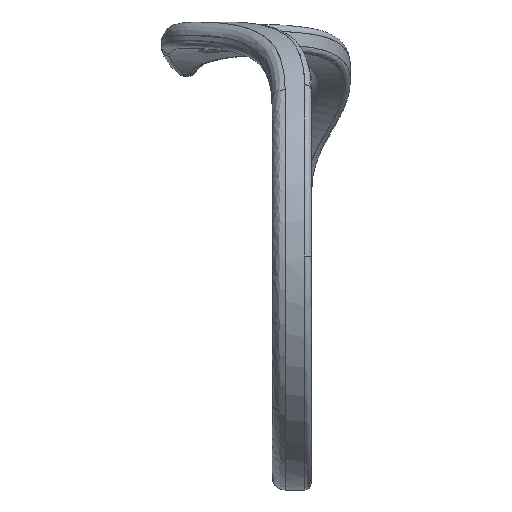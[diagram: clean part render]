
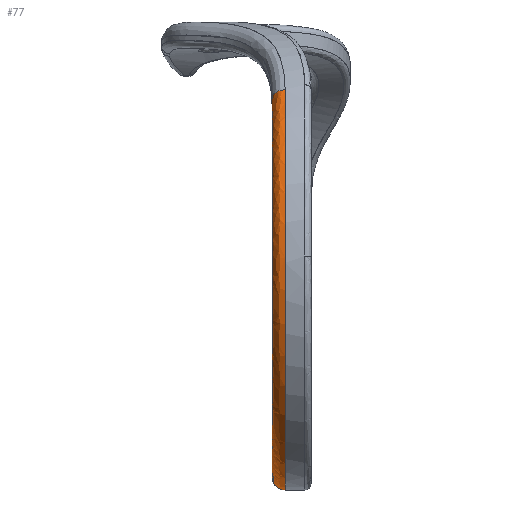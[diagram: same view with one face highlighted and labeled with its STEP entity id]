
A CAD part, left-side view. The second image highlights one B-rep face of the part: STEP entity #77.
In plain terms, the highlighted free-form (B-spline) face has degree [3, 3] with [4, 4] control points.
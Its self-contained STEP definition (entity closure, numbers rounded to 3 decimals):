
#77 = ADVANCED_FACE('',(#78),#135,.T.);
#78 = FACE_BOUND('',#79,.T.);
#79 = EDGE_LOOP('',(#80,#90,#98,#106,#117,#128));
#80 = ORIENTED_EDGE('',*,*,#81,.T.);
#81 = EDGE_CURVE('',#82,#84,#86,.T.);
#82 = VERTEX_POINT('',#83);
#83 = CARTESIAN_POINT('',(-6.749,0.845,6.802)
  );
#84 = VERTEX_POINT('',#85);
#85 = CARTESIAN_POINT('',(0.,0.845,
    -9.582));
#86 = ( BOUNDED_CURVE() B_SPLINE_CURVE(2,(#87,#88,#89),.UNSPECIFIED.,.F.
,.F.) B_SPLINE_CURVE_WITH_KNOTS((3,3),(0.,2.36
),.PIECEWISE_BEZIER_KNOTS.) CURVE() GEOMETRIC_REPRESENTATION_ITEM() 
RATIONAL_B_SPLINE_CURVE((1.,0.381,1.)) REPRESENTATION_ITEM('') 
  );
#87 = CARTESIAN_POINT('',(-6.749,0.845,6.802)
  );
#88 = CARTESIAN_POINT('',(-23.259,0.845,-9.582
    ));
#89 = CARTESIAN_POINT('',(0.,0.845,
    -9.582));
#90 = ORIENTED_EDGE('',*,*,#91,.T.);
#91 = EDGE_CURVE('',#84,#92,#94,.T.);
#92 = VERTEX_POINT('',#93);
#93 = CARTESIAN_POINT('',(0.,0.282,
    -10.146));
#94 = ( BOUNDED_CURVE() B_SPLINE_CURVE(2,(#95,#96,#97),.UNSPECIFIED.,.F.
,.F.) B_SPLINE_CURVE_WITH_KNOTS((3,3),(0.,1.571
),.PIECEWISE_BEZIER_KNOTS.) CURVE() GEOMETRIC_REPRESENTATION_ITEM() 
RATIONAL_B_SPLINE_CURVE((1.,0.707,1.)) REPRESENTATION_ITEM('') 
  );
#95 = CARTESIAN_POINT('',(0.,0.845,-9.582));
#96 = CARTESIAN_POINT('',(0.,0.845,
    -10.146));
#97 = CARTESIAN_POINT('',(0.,0.282,
    -10.146));
#98 = ORIENTED_EDGE('',*,*,#99,.T.);
#99 = EDGE_CURVE('',#92,#100,#102,.T.);
#100 = VERTEX_POINT('',#101);
#101 = CARTESIAN_POINT('',(-7.141,0.282,7.207)
  );
#102 = ( BOUNDED_CURVE() B_SPLINE_CURVE(2,(#103,#104,#105),
.UNSPECIFIED.,.F.,.F.) B_SPLINE_CURVE_WITH_KNOTS((3,3),(0.,
2.361),.PIECEWISE_BEZIER_KNOTS.) CURVE() 
GEOMETRIC_REPRESENTATION_ITEM() RATIONAL_B_SPLINE_CURVE((1.,
0.381,1.)) REPRESENTATION_ITEM('') );
#103 = CARTESIAN_POINT('',(0.,0.282,
    -10.146));
#104 = CARTESIAN_POINT('',(-24.654,0.282,
    -10.146));
#105 = CARTESIAN_POINT('',(-7.141,0.282,7.207)
  );
#106 = ORIENTED_EDGE('',*,*,#107,.T.);
#107 = EDGE_CURVE('',#100,#108,#110,.T.);
#108 = VERTEX_POINT('',#109);
#109 = CARTESIAN_POINT('',(-7.028,0.678,7.09)
  );
#110 = B_SPLINE_CURVE_WITH_KNOTS('',5,(#111,#112,#113,#114,#115,#116),
  .UNSPECIFIED.,.F.,.F.,(6,6),(0.,0.5),.PIECEWISE_BEZIER_KNOTS.);
#111 = CARTESIAN_POINT('',(-7.141,0.282,7.207
    ));
#112 = CARTESIAN_POINT('',(-7.141,0.361,7.207)
  );
#113 = CARTESIAN_POINT('',(-7.132,0.446,7.196
    ));
#114 = CARTESIAN_POINT('',(-7.11,0.533,7.173
    ));
#115 = CARTESIAN_POINT('',(-7.074,0.612,7.136
    ));
#116 = CARTESIAN_POINT('',(-7.028,0.678,7.09)
  );
#117 = ORIENTED_EDGE('',*,*,#118,.T.);
#118 = EDGE_CURVE('',#108,#119,#121,.T.);
#119 = VERTEX_POINT('',#120);
#120 = CARTESIAN_POINT('',(-6.752,0.845,6.809)
  );
#121 = B_SPLINE_CURVE_WITH_KNOTS('',5,(#122,#123,#124,#125,#126,#127),
  .UNSPECIFIED.,.F.,.F.,(6,6),(0.5,1.),.PIECEWISE_BEZIER_KNOTS.);
#122 = CARTESIAN_POINT('',(-7.028,0.678,7.09)
  );
#123 = CARTESIAN_POINT('',(-6.989,0.735,7.049
    ));
#124 = CARTESIAN_POINT('',(-6.94,0.786,6.999)
  );
#125 = CARTESIAN_POINT('',(-6.88,0.825,6.938)
  );
#126 = CARTESIAN_POINT('',(-6.815,0.844,6.873
    ));
#127 = CARTESIAN_POINT('',(-6.752,0.845,6.809)
  );
#128 = ORIENTED_EDGE('',*,*,#129,.T.);
#129 = EDGE_CURVE('',#119,#82,#130,.T.);
#130 = B_SPLINE_CURVE_WITH_KNOTS('',3,(#131,#132,#133,#134),
  .UNSPECIFIED.,.F.,.F.,(4,4),(0.,1.),.PIECEWISE_BEZIER_KNOTS.);
#131 = CARTESIAN_POINT('',(-6.752,0.845,6.809)
  );
#132 = CARTESIAN_POINT('',(-6.75,0.845,6.807
    ));
#133 = CARTESIAN_POINT('',(-6.749,0.845,6.805
    ));
#134 = CARTESIAN_POINT('',(-6.749,0.845,6.802
    ));
#135 = ( BOUNDED_SURFACE() B_SPLINE_SURFACE(3,3,(
    (#136,#137,#138,#139)
    ,(#140,#141,#142,#143)
    ,(#144,#145,#146,#147)
    ,(#148,#149,#150,#151
)),.UNSPECIFIED.,.F.,.F.,.F.) B_SPLINE_SURFACE_WITH_KNOTS((4,4),(4,4),(
    0.,1.),(0.,1.),.PIECEWISE_BEZIER_KNOTS.) 
GEOMETRIC_REPRESENTATION_ITEM() RATIONAL_B_SPLINE_SURFACE((
    (1.,0.583,0.583,1.)
    ,(0.755,0.44,0.44,0.755)
    ,(0.755,0.44,0.44,0.755)
,(1.,0.583,0.583,1.
))) REPRESENTATION_ITEM('') SURFACE() );
#136 = CARTESIAN_POINT('',(-7.036,0.226,7.305
    ));
#137 = CARTESIAN_POINT('',(-14.788,0.226,
    -0.161));
#138 = CARTESIAN_POINT('',(-10.763,0.226,
    -10.143));
#139 = CARTESIAN_POINT('',(0.,0.226,-10.143));
#140 = CARTESIAN_POINT('',(-7.063,0.609,7.333
    ));
#141 = CARTESIAN_POINT('',(-14.844,0.609,-0.162
    ));
#142 = CARTESIAN_POINT('',(-10.804,0.609,
    -10.181));
#143 = CARTESIAN_POINT('',(0.,0.609,-10.181));
#144 = CARTESIAN_POINT('',(-6.874,0.881,7.137
    ));
#145 = CARTESIAN_POINT('',(-14.447,0.881,-0.157
    ));
#146 = CARTESIAN_POINT('',(-10.515,0.881,
    -9.909));
#147 = CARTESIAN_POINT('',(0.,0.881,-9.909));
#148 = CARTESIAN_POINT('',(-6.608,0.843,6.861
    ));
#149 = CARTESIAN_POINT('',(-13.888,0.843,-0.151
    ));
#150 = CARTESIAN_POINT('',(-10.108,0.843,
    -9.526));
#151 = CARTESIAN_POINT('',(0.,0.843,-9.526));
